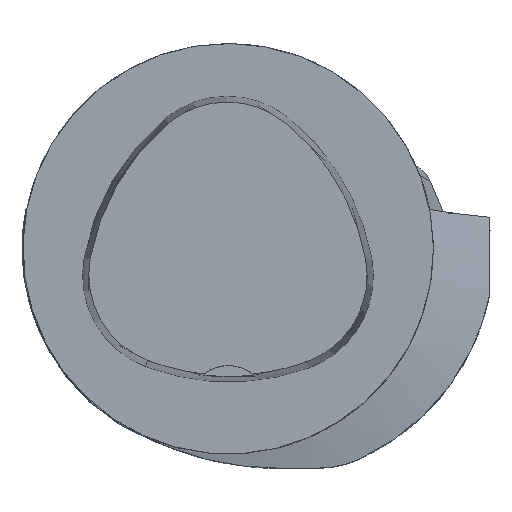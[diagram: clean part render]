
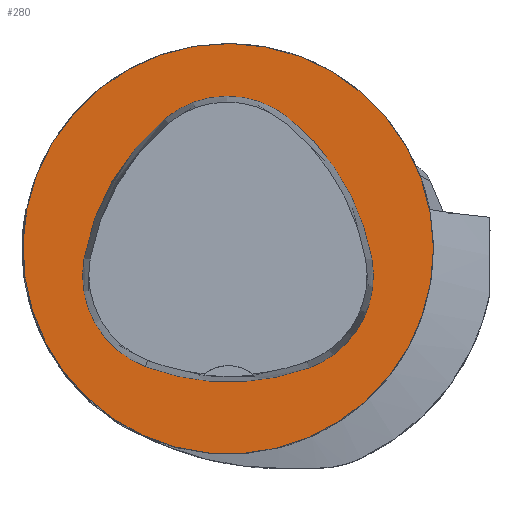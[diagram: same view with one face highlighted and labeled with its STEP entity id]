
A CAD part, top view. The second image highlights one B-rep face of the part: STEP entity #280.
In plain terms, the highlighted planar face has unit normal (0, 0, 1).
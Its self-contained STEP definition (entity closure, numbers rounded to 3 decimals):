
#280=ADVANCED_FACE('',(#691,#692),#355,.T.);
#355=PLANE('',#1908);
#691=FACE_BOUND('',#738,.T.);
#692=FACE_BOUND('',#739,.T.);
#738=EDGE_LOOP('',(#1014,#1015,#1016,#1017,#1018,#1019));
#739=EDGE_LOOP('',(#1020));
#1014=ORIENTED_EDGE('',*,*,#1587,.F.);
#1015=ORIENTED_EDGE('',*,*,#1582,.F.);
#1016=ORIENTED_EDGE('',*,*,#1577,.F.);
#1017=ORIENTED_EDGE('',*,*,#1574,.F.);
#1018=ORIENTED_EDGE('',*,*,#1571,.F.);
#1019=ORIENTED_EDGE('',*,*,#1567,.F.);
#1020=ORIENTED_EDGE('',*,*,#1558,.T.);
#1370=VERTEX_POINT('',#2839);
#1379=VERTEX_POINT('',#2858);
#1380=VERTEX_POINT('',#2859);
#1383=VERTEX_POINT('',#2867);
#1385=VERTEX_POINT('',#2873);
#1387=VERTEX_POINT('',#2879);
#1391=VERTEX_POINT('',#2892);
#1558=EDGE_CURVE('',#1370,#1370,#1702,.T.);
#1567=EDGE_CURVE('',#1379,#1380,#1703,.T.);
#1571=EDGE_CURVE('',#1380,#1383,#1705,.T.);
#1574=EDGE_CURVE('',#1383,#1385,#1707,.T.);
#1577=EDGE_CURVE('',#1385,#1387,#1709,.T.);
#1582=EDGE_CURVE('',#1387,#1391,#1712,.T.);
#1587=EDGE_CURVE('',#1391,#1379,#1715,.T.);
#1702=CIRCLE('',#1880,31.5);
#1703=CIRCLE('',#1886,36.);
#1705=CIRCLE('',#1889,15.);
#1707=CIRCLE('',#1892,36.);
#1709=CIRCLE('',#1895,15.);
#1712=CIRCLE('',#1899,36.);
#1715=CIRCLE('',#1903,15.);
#1880=AXIS2_PLACEMENT_3D('',#2838,#2190,#2191);
#1886=AXIS2_PLACEMENT_3D('',#2857,#2206,#2207);
#1889=AXIS2_PLACEMENT_3D('',#2866,#2214,#2215);
#1892=AXIS2_PLACEMENT_3D('',#2872,#2221,#2222);
#1895=AXIS2_PLACEMENT_3D('',#2878,#2228,#2229);
#1899=AXIS2_PLACEMENT_3D('',#2891,#2237,#2238);
#1903=AXIS2_PLACEMENT_3D('',#2904,#2246,#2247);
#1908=AXIS2_PLACEMENT_3D('',#2909,#2256,#2257);
#2190=DIRECTION('',(0.,0.,1.));
#2191=DIRECTION('',(1.,0.,0.));
#2206=DIRECTION('',(0.,0.,1.));
#2207=DIRECTION('',(1.,0.,0.));
#2214=DIRECTION('',(0.,0.,1.));
#2215=DIRECTION('',(1.,0.,0.));
#2221=DIRECTION('',(0.,0.,1.));
#2222=DIRECTION('',(1.,0.,0.));
#2228=DIRECTION('',(0.,0.,1.));
#2229=DIRECTION('',(1.,0.,0.));
#2237=DIRECTION('',(0.,0.,1.));
#2238=DIRECTION('',(1.,0.,0.));
#2246=DIRECTION('',(0.,0.,1.));
#2247=DIRECTION('',(1.,0.,0.));
#2256=DIRECTION('',(0.,0.,1.));
#2257=DIRECTION('',(-1.,0.,0.));
#2838=CARTESIAN_POINT('',(0.,0.,0.));
#2839=CARTESIAN_POINT('',(31.5,0.,0.));
#2857=CARTESIAN_POINT('',(-13.398,-7.893,0.));
#2858=CARTESIAN_POINT('',(22.041,-1.562,0.));
#2859=CARTESIAN_POINT('',(9.317,20.036,0.));
#2866=CARTESIAN_POINT('',(-0.148,8.399,0.));
#2867=CARTESIAN_POINT('',(-9.779,19.898,0.));
#2872=CARTESIAN_POINT('',(13.337,-7.7,0.));
#2873=CARTESIAN_POINT('',(-22.122,-1.48,0.));
#2878=CARTESIAN_POINT('',(-7.347,-4.071,0.));
#2879=CARTESIAN_POINT('',(-12.693,-18.087,0.));
#2891=CARTESIAN_POINT('',(0.137,15.55,0.));
#2892=CARTESIAN_POINT('',(12.373,-18.307,0.));
#2904=CARTESIAN_POINT('',(7.275,-4.2,0.));
#2909=CARTESIAN_POINT('',(0.,0.,0.));
